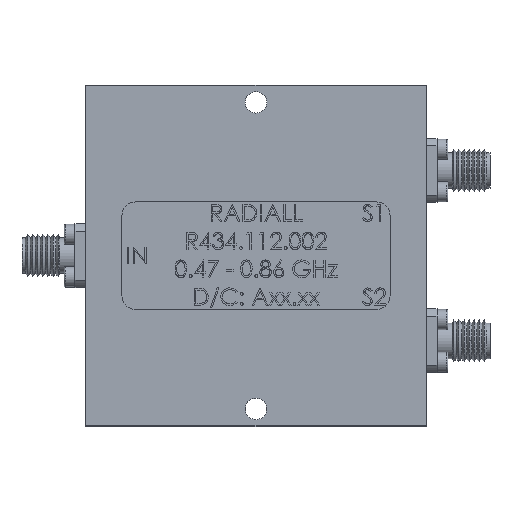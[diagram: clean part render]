
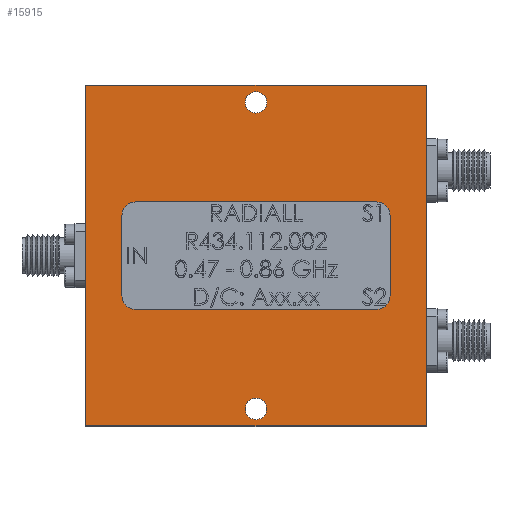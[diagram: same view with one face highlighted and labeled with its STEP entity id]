
A CAD part, top view. The second image highlights one B-rep face of the part: STEP entity #15915.
In plain terms, the highlighted planar face has unit normal (0, 0, 1).
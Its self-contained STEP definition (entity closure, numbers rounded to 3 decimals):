
#102 = VECTOR ( 'NONE', #34922, 1000. ) ;
#697 = EDGE_CURVE ( 'NONE', #31860, #19550, #14541, .T. ) ;
#1157 = CARTESIAN_POINT ( 'NONE',  ( -25.4, -25.4, 3.6 ) ) ;
#1580 = CARTESIAN_POINT ( 'NONE',  ( 25.4, -25.4, 3.6 ) ) ;
#2275 = CARTESIAN_POINT ( 'NONE',  ( 1.6, -22.86, 3.6 ) ) ;
#3993 = CIRCLE ( 'NONE', #31587, 1.6 ) ;
#5771 = PLANE ( 'NONE',  #24817 ) ;
#8964 = DIRECTION ( 'NONE',  ( 1., 0., 0. ) ) ;
#9142 = DIRECTION ( 'NONE',  ( 0., 0., -1. ) ) ;
#9215 = EDGE_LOOP ( 'NONE', ( #12181 ) ) ;
#9653 = CARTESIAN_POINT ( 'NONE',  ( 25.4, -25.4, 3.6 ) ) ;
#10552 = LINE ( 'NONE', #9653, #102 ) ;
#11387 = ORIENTED_EDGE ( 'NONE', *, *, #697, .F. ) ;
#12181 = ORIENTED_EDGE ( 'NONE', *, *, #35258, .T. ) ;
#12333 = DIRECTION ( 'NONE',  ( 1., 0., 0. ) ) ;
#13308 = EDGE_LOOP ( 'NONE', ( #18113 ) ) ;
#13363 = ORIENTED_EDGE ( 'NONE', *, *, #26546, .F. ) ;
#13539 = FACE_OUTER_BOUND ( 'NONE', #26507, .T. ) ;
#14541 = LINE ( 'NONE', #15183, #38729 ) ;
#14650 = CARTESIAN_POINT ( 'NONE',  ( 0., 22.86, 3.6 ) ) ;
#15114 = CARTESIAN_POINT ( 'NONE',  ( -25.4, -25.4, 3.6 ) ) ;
#15183 = CARTESIAN_POINT ( 'NONE',  ( 25.4, 25.4, 3.6 ) ) ;
#15915 = ADVANCED_FACE ( 'NONE', ( #36707, #28318, #13539 ), #5771, .T. ) ;
#16767 = AXIS2_PLACEMENT_3D ( 'NONE', #28067, #9142, #31212 ) ;
#17806 = DIRECTION ( 'NONE',  ( 1., 0., 0. ) ) ;
#18113 = ORIENTED_EDGE ( 'NONE', *, *, #36937, .T. ) ;
#18824 = VERTEX_POINT ( 'NONE', #24335 ) ;
#19550 = VERTEX_POINT ( 'NONE', #33860 ) ;
#20265 = LINE ( 'NONE', #1157, #36065 ) ;
#22254 = CIRCLE ( 'NONE', #16767, 1.6 ) ;
#24335 = CARTESIAN_POINT ( 'NONE',  ( 1.6, 22.86, 3.6 ) ) ;
#24817 = AXIS2_PLACEMENT_3D ( 'NONE', #15114, #27902, #8964 ) ;
#25818 = EDGE_CURVE ( 'NONE', #31262, #31860, #26720, .T. ) ;
#26507 = EDGE_LOOP ( 'NONE', ( #29459, #13363, #27869, #11387 ) ) ;
#26546 = EDGE_CURVE ( 'NONE', #27593, #31262, #20265, .T. ) ;
#26720 = LINE ( 'NONE', #30644, #27703 ) ;
#27593 = VERTEX_POINT ( 'NONE', #1580 ) ;
#27703 = VECTOR ( 'NONE', #40185, 1000. ) ;
#27869 = ORIENTED_EDGE ( 'NONE', *, *, #33744, .F. ) ;
#27902 = DIRECTION ( 'NONE',  ( 0., 0., 1. ) ) ;
#28067 = CARTESIAN_POINT ( 'NONE',  ( 0., -22.86, 3.6 ) ) ;
#28318 = FACE_BOUND ( 'NONE', #9215, .T. ) ;
#29459 = ORIENTED_EDGE ( 'NONE', *, *, #25818, .F. ) ;
#30644 = CARTESIAN_POINT ( 'NONE',  ( -25.4, 25.4, 3.6 ) ) ;
#31212 = DIRECTION ( 'NONE',  ( 1., 0., 0. ) ) ;
#31262 = VERTEX_POINT ( 'NONE', #39846 ) ;
#31587 = AXIS2_PLACEMENT_3D ( 'NONE', #14650, #36675, #17806 ) ;
#31860 = VERTEX_POINT ( 'NONE', #38925 ) ;
#33744 = EDGE_CURVE ( 'NONE', #19550, #27593, #10552, .T. ) ;
#33860 = CARTESIAN_POINT ( 'NONE',  ( 25.4, 25.4, 3.6 ) ) ;
#34922 = DIRECTION ( 'NONE',  ( 0., -1., 0. ) ) ;
#35258 = EDGE_CURVE ( 'NONE', #18824, #18824, #3993, .T. ) ;
#36065 = VECTOR ( 'NONE', #39042, 1000. ) ;
#36675 = DIRECTION ( 'NONE',  ( 0., 0., -1. ) ) ;
#36707 = FACE_BOUND ( 'NONE', #13308, .T. ) ;
#36937 = EDGE_CURVE ( 'NONE', #41026, #41026, #22254, .T. ) ;
#38729 = VECTOR ( 'NONE', #12333, 1000. ) ;
#38925 = CARTESIAN_POINT ( 'NONE',  ( -25.4, 25.4, 3.6 ) ) ;
#39042 = DIRECTION ( 'NONE',  ( -1., 0., 0. ) ) ;
#39846 = CARTESIAN_POINT ( 'NONE',  ( -25.4, -25.4, 3.6 ) ) ;
#40185 = DIRECTION ( 'NONE',  ( 0., 1., 0. ) ) ;
#41026 = VERTEX_POINT ( 'NONE', #2275 ) ;
